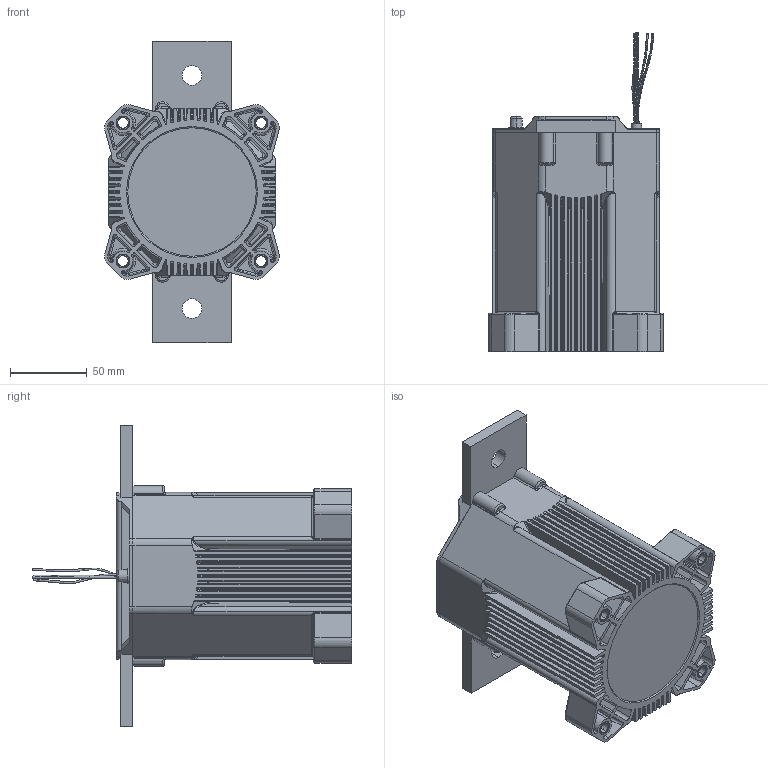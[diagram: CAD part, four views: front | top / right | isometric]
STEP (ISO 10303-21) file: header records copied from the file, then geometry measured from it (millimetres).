
FILE_DESCRIPTION (( 'STEP AP214' ), '1' );
FILE_NAME ('HX460CAA.STEP', '2016-05-02T18:05:42', ( '' ), ( '' ), 'SwSTEP 2.0', 'SolidWorks 2014', '' );
FILE_SCHEMA (( 'AUTOMOTIVE_DESIGN' ));
Length unit declared in the file: inch
Products named in the file (1): HX460CAA
Bounding box: 113.61 x 207.81 x 196.09 mm (x, y, z)
Volume: 381379.6 mm3; surface area: 276713 mm2
Topology: 22 solids, 22 shells, 5278 faces, 14844 edges, 9686 vertices
Faces by surface type: plane 2813, cylinder 1584, bspline 326, cone 234, sphere 170, torus 151
Entity records: 249048 total; most frequent: CARTESIAN_POINT 43478, ORIENTED_EDGE 29688, DIRECTION 27849, EDGE_CURVE 14844, VECTOR 9691, LINE 9691, VERTEX_POINT 9686, AXIS2_PLACEMENT_3D 9079
